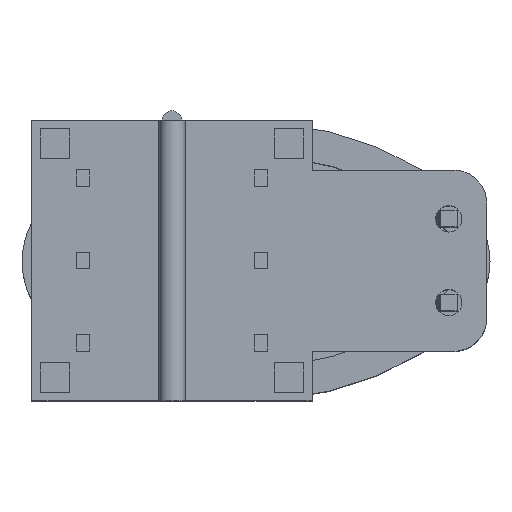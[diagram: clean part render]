
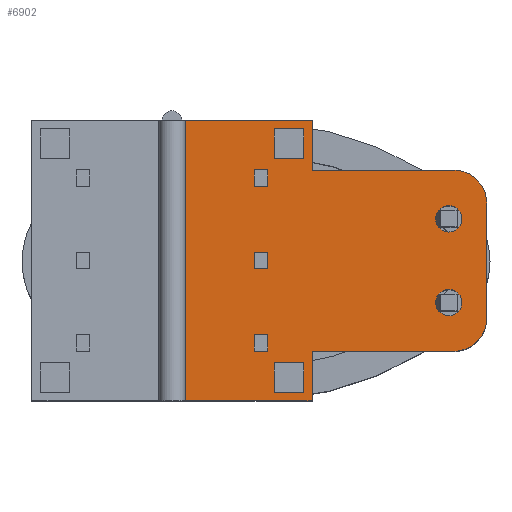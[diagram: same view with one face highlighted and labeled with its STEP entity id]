
A CAD part, top view. The second image highlights one B-rep face of the part: STEP entity #6902.
In plain terms, the highlighted planar face has unit normal (0, 0, 1).
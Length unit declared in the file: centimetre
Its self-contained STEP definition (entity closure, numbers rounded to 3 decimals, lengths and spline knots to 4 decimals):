
#40=FACE_BOUND('',#807,.T.);
#41=FACE_BOUND('',#808,.T.);
#42=FACE_BOUND('',#809,.T.);
#43=FACE_BOUND('',#810,.T.);
#44=FACE_BOUND('',#811,.T.);
#45=FACE_BOUND('',#812,.T.);
#46=FACE_BOUND('',#813,.T.);
#146=CIRCLE('',#7362,0.1);
#147=CIRCLE('',#7365,0.1);
#148=CIRCLE('',#7366,0.04);
#149=CIRCLE('',#7367,0.04);
#431=FACE_OUTER_BOUND('',#806,.T.);
#806=EDGE_LOOP('',(#5706,#5707,#5708,#5709,#5710,#5711,#5712,#5713,#5714,
#5715));
#807=EDGE_LOOP('',(#5716));
#808=EDGE_LOOP('',(#5717));
#809=EDGE_LOOP('',(#5718,#5719,#5720,#5721));
#810=EDGE_LOOP('',(#5722,#5723,#5724,#5725));
#811=EDGE_LOOP('',(#5726,#5727,#5728,#5729));
#812=EDGE_LOOP('',(#5730,#5731,#5732,#5733));
#813=EDGE_LOOP('',(#5734,#5735,#5736,#5737));
#1575=LINE('',#10740,#2467);
#1578=LINE('',#10746,#2470);
#1579=LINE('',#10750,#2471);
#1580=LINE('',#10752,#2472);
#1581=LINE('',#10754,#2473);
#1582=LINE('',#10756,#2474);
#1583=LINE('',#10758,#2475);
#1584=LINE('',#10759,#2476);
#1585=LINE('',#10766,#2477);
#1586=LINE('',#10768,#2478);
#1587=LINE('',#10770,#2479);
#1588=LINE('',#10771,#2480);
#1589=LINE('',#10774,#2481);
#1590=LINE('',#10776,#2482);
#1591=LINE('',#10778,#2483);
#1592=LINE('',#10779,#2484);
#1593=LINE('',#10782,#2485);
#1594=LINE('',#10784,#2486);
#1595=LINE('',#10786,#2487);
#1596=LINE('',#10787,#2488);
#1597=LINE('',#10790,#2489);
#1598=LINE('',#10792,#2490);
#1599=LINE('',#10794,#2491);
#1600=LINE('',#10795,#2492);
#1601=LINE('',#10798,#2493);
#1602=LINE('',#10800,#2494);
#1603=LINE('',#10802,#2495);
#1604=LINE('',#10803,#2496);
#2467=VECTOR('',#8762,1.);
#2470=VECTOR('',#8767,1.);
#2471=VECTOR('',#8770,1.);
#2472=VECTOR('',#8771,1.);
#2473=VECTOR('',#8772,1.);
#2474=VECTOR('',#8773,1.);
#2475=VECTOR('',#8774,1.);
#2476=VECTOR('',#8775,1.);
#2477=VECTOR('',#8780,1.);
#2478=VECTOR('',#8781,1.);
#2479=VECTOR('',#8782,1.);
#2480=VECTOR('',#8783,1.);
#2481=VECTOR('',#8784,1.);
#2482=VECTOR('',#8785,1.);
#2483=VECTOR('',#8786,1.);
#2484=VECTOR('',#8787,1.);
#2485=VECTOR('',#8788,1.);
#2486=VECTOR('',#8789,1.);
#2487=VECTOR('',#8790,1.);
#2488=VECTOR('',#8791,1.);
#2489=VECTOR('',#8792,1.);
#2490=VECTOR('',#8793,1.);
#2491=VECTOR('',#8794,1.);
#2492=VECTOR('',#8795,1.);
#2493=VECTOR('',#8796,1.);
#2494=VECTOR('',#8797,1.);
#2495=VECTOR('',#8798,1.);
#2496=VECTOR('',#8799,1.);
#3218=VERTEX_POINT('',#10733);
#3219=VERTEX_POINT('',#10735);
#3220=VERTEX_POINT('',#10739);
#3222=VERTEX_POINT('',#10745);
#3223=VERTEX_POINT('',#10747);
#3224=VERTEX_POINT('',#10749);
#3225=VERTEX_POINT('',#10751);
#3226=VERTEX_POINT('',#10753);
#3227=VERTEX_POINT('',#10755);
#3228=VERTEX_POINT('',#10757);
#3229=VERTEX_POINT('',#10760);
#3230=VERTEX_POINT('',#10762);
#3231=VERTEX_POINT('',#10764);
#3232=VERTEX_POINT('',#10765);
#3233=VERTEX_POINT('',#10767);
#3234=VERTEX_POINT('',#10769);
#3235=VERTEX_POINT('',#10772);
#3236=VERTEX_POINT('',#10773);
#3237=VERTEX_POINT('',#10775);
#3238=VERTEX_POINT('',#10777);
#3239=VERTEX_POINT('',#10780);
#3240=VERTEX_POINT('',#10781);
#3241=VERTEX_POINT('',#10783);
#3242=VERTEX_POINT('',#10785);
#3243=VERTEX_POINT('',#10788);
#3244=VERTEX_POINT('',#10789);
#3245=VERTEX_POINT('',#10791);
#3246=VERTEX_POINT('',#10793);
#3247=VERTEX_POINT('',#10796);
#3248=VERTEX_POINT('',#10797);
#3249=VERTEX_POINT('',#10799);
#3250=VERTEX_POINT('',#10801);
#4097=EDGE_CURVE('',#3218,#3219,#146,.T.);
#4099=EDGE_CURVE('',#3220,#3219,#1575,.T.);
#4102=EDGE_CURVE('',#3218,#3222,#1578,.T.);
#4103=EDGE_CURVE('',#3223,#3222,#147,.T.);
#4104=EDGE_CURVE('',#3223,#3224,#1579,.T.);
#4105=EDGE_CURVE('',#3225,#3224,#1580,.T.);
#4106=EDGE_CURVE('',#3226,#3225,#1581,.T.);
#4107=EDGE_CURVE('',#3226,#3227,#1582,.T.);
#4108=EDGE_CURVE('',#3228,#3227,#1583,.T.);
#4109=EDGE_CURVE('',#3220,#3228,#1584,.T.);
#4110=EDGE_CURVE('',#3229,#3229,#148,.T.);
#4111=EDGE_CURVE('',#3230,#3230,#149,.T.);
#4112=EDGE_CURVE('',#3231,#3232,#1585,.T.);
#4113=EDGE_CURVE('',#3232,#3233,#1586,.T.);
#4114=EDGE_CURVE('',#3233,#3234,#1587,.T.);
#4115=EDGE_CURVE('',#3234,#3231,#1588,.T.);
#4116=EDGE_CURVE('',#3235,#3236,#1589,.T.);
#4117=EDGE_CURVE('',#3236,#3237,#1590,.T.);
#4118=EDGE_CURVE('',#3237,#3238,#1591,.T.);
#4119=EDGE_CURVE('',#3238,#3235,#1592,.T.);
#4120=EDGE_CURVE('',#3239,#3240,#1593,.T.);
#4121=EDGE_CURVE('',#3240,#3241,#1594,.T.);
#4122=EDGE_CURVE('',#3241,#3242,#1595,.T.);
#4123=EDGE_CURVE('',#3242,#3239,#1596,.T.);
#4124=EDGE_CURVE('',#3243,#3244,#1597,.T.);
#4125=EDGE_CURVE('',#3244,#3245,#1598,.T.);
#4126=EDGE_CURVE('',#3245,#3246,#1599,.T.);
#4127=EDGE_CURVE('',#3246,#3243,#1600,.T.);
#4128=EDGE_CURVE('',#3247,#3248,#1601,.T.);
#4129=EDGE_CURVE('',#3248,#3249,#1602,.T.);
#4130=EDGE_CURVE('',#3249,#3250,#1603,.T.);
#4131=EDGE_CURVE('',#3250,#3247,#1604,.T.);
#5706=ORIENTED_EDGE('',*,*,#4097,.F.);
#5707=ORIENTED_EDGE('',*,*,#4102,.T.);
#5708=ORIENTED_EDGE('',*,*,#4103,.F.);
#5709=ORIENTED_EDGE('',*,*,#4104,.T.);
#5710=ORIENTED_EDGE('',*,*,#4105,.F.);
#5711=ORIENTED_EDGE('',*,*,#4106,.F.);
#5712=ORIENTED_EDGE('',*,*,#4107,.T.);
#5713=ORIENTED_EDGE('',*,*,#4108,.F.);
#5714=ORIENTED_EDGE('',*,*,#4109,.F.);
#5715=ORIENTED_EDGE('',*,*,#4099,.T.);
#5716=ORIENTED_EDGE('',*,*,#4110,.T.);
#5717=ORIENTED_EDGE('',*,*,#4111,.T.);
#5718=ORIENTED_EDGE('',*,*,#4112,.T.);
#5719=ORIENTED_EDGE('',*,*,#4113,.T.);
#5720=ORIENTED_EDGE('',*,*,#4114,.T.);
#5721=ORIENTED_EDGE('',*,*,#4115,.T.);
#5722=ORIENTED_EDGE('',*,*,#4116,.T.);
#5723=ORIENTED_EDGE('',*,*,#4117,.T.);
#5724=ORIENTED_EDGE('',*,*,#4118,.T.);
#5725=ORIENTED_EDGE('',*,*,#4119,.T.);
#5726=ORIENTED_EDGE('',*,*,#4120,.T.);
#5727=ORIENTED_EDGE('',*,*,#4121,.T.);
#5728=ORIENTED_EDGE('',*,*,#4122,.T.);
#5729=ORIENTED_EDGE('',*,*,#4123,.T.);
#5730=ORIENTED_EDGE('',*,*,#4124,.T.);
#5731=ORIENTED_EDGE('',*,*,#4125,.T.);
#5732=ORIENTED_EDGE('',*,*,#4126,.T.);
#5733=ORIENTED_EDGE('',*,*,#4127,.T.);
#5734=ORIENTED_EDGE('',*,*,#4128,.T.);
#5735=ORIENTED_EDGE('',*,*,#4129,.T.);
#5736=ORIENTED_EDGE('',*,*,#4130,.T.);
#5737=ORIENTED_EDGE('',*,*,#4131,.T.);
#6551=PLANE('',#7364);
#6902=ADVANCED_FACE('',(#431,#40,#41,#42,#43,#44,#45,#46),#6551,.T.);
#7362=AXIS2_PLACEMENT_3D('',#10736,#8757,#8758);
#7364=AXIS2_PLACEMENT_3D('',#10744,#8765,#8766);
#7365=AXIS2_PLACEMENT_3D('',#10748,#8768,#8769);
#7366=AXIS2_PLACEMENT_3D('',#10761,#8776,#8777);
#7367=AXIS2_PLACEMENT_3D('',#10763,#8778,#8779);
#8757=DIRECTION('center_axis',(0.,0.,-1.));
#8758=DIRECTION('ref_axis',(0.707,-0.707,0.));
#8762=DIRECTION('',(1.,0.,0.));
#8765=DIRECTION('center_axis',(0.,0.,1.));
#8766=DIRECTION('ref_axis',(1.,0.,0.));
#8767=DIRECTION('',(0.,1.,0.));
#8768=DIRECTION('center_axis',(0.,0.,-1.));
#8769=DIRECTION('ref_axis',(0.707,0.707,0.));
#8770=DIRECTION('',(-1.,0.,0.));
#8771=DIRECTION('',(0.,-1.,0.));
#8772=DIRECTION('',(1.,0.,0.));
#8773=DIRECTION('',(0.,-1.,0.));
#8774=DIRECTION('',(-1.,0.,0.));
#8775=DIRECTION('',(0.,-1.,0.));
#8776=DIRECTION('center_axis',(0.,0.,
-1.));
#8777=DIRECTION('ref_axis',(-1.,0.,0.));
#8778=DIRECTION('center_axis',(0.,0.,
-1.));
#8779=DIRECTION('ref_axis',(-1.,0.,0.));
#8780=DIRECTION('',(0.,1.,0.));
#8781=DIRECTION('',(1.,0.,0.));
#8782=DIRECTION('',(0.,-1.,0.));
#8783=DIRECTION('',(-1.,0.,0.));
#8784=DIRECTION('',(0.,1.,0.));
#8785=DIRECTION('',(1.,0.,0.));
#8786=DIRECTION('',(0.,-1.,0.));
#8787=DIRECTION('',(-1.,0.,0.));
#8788=DIRECTION('',(0.,-1.,0.));
#8789=DIRECTION('',(-1.,0.,0.));
#8790=DIRECTION('',(0.,1.,0.));
#8791=DIRECTION('',(1.,0.,0.));
#8792=DIRECTION('',(0.,-1.,0.));
#8793=DIRECTION('',(-1.,0.,0.));
#8794=DIRECTION('',(0.,1.,0.));
#8795=DIRECTION('',(1.,0.,0.));
#8796=DIRECTION('',(0.,-1.,0.));
#8797=DIRECTION('',(-1.,0.,0.));
#8798=DIRECTION('',(0.,1.,0.));
#8799=DIRECTION('',(1.,0.,0.));
#10733=CARTESIAN_POINT('',(0.955,-0.175,0.05));
#10735=CARTESIAN_POINT('',(0.855,-0.275,0.05));
#10736=CARTESIAN_POINT('Origin',(0.855,-0.175,0.05));
#10739=CARTESIAN_POINT('',(0.425,-0.275,0.05));
#10740=CARTESIAN_POINT('',(0.425,-0.275,0.05));
#10744=CARTESIAN_POINT('Origin',(0.,0.,
0.05));
#10745=CARTESIAN_POINT('',(0.955,0.175,0.05));
#10746=CARTESIAN_POINT('',(0.955,-0.275,0.05));
#10747=CARTESIAN_POINT('',(0.855,0.275,0.05));
#10748=CARTESIAN_POINT('Origin',(0.855,0.175,0.05));
#10749=CARTESIAN_POINT('',(0.425,0.275,0.05));
#10750=CARTESIAN_POINT('',(0.955,0.275,0.05));
#10751=CARTESIAN_POINT('',(0.425,0.425,0.05));
#10752=CARTESIAN_POINT('',(0.425,-0.425,0.05));
#10753=CARTESIAN_POINT('',(0.04,0.425,0.05));
#10754=CARTESIAN_POINT('',(0.425,0.425,0.05));
#10755=CARTESIAN_POINT('',(0.04,-0.425,0.05));
#10756=CARTESIAN_POINT('',(0.04,0.425,0.05));
#10757=CARTESIAN_POINT('',(0.425,-0.425,0.05));
#10758=CARTESIAN_POINT('',(-0.425,-0.425,0.05));
#10759=CARTESIAN_POINT('',(0.425,-0.425,0.05));
#10760=CARTESIAN_POINT('',(0.88,0.127,0.05));
#10761=CARTESIAN_POINT('Origin',(0.84,0.127,0.05));
#10762=CARTESIAN_POINT('',(0.88,-0.127,0.05));
#10763=CARTESIAN_POINT('Origin',(0.84,-0.127,0.05));
#10764=CARTESIAN_POINT('',(0.25,-0.025,0.05));
#10765=CARTESIAN_POINT('',(0.25,0.025,0.05));
#10766=CARTESIAN_POINT('',(0.25,-0.0125,0.05));
#10767=CARTESIAN_POINT('',(0.29,0.025,0.05));
#10768=CARTESIAN_POINT('',(0.125,0.025,0.05));
#10769=CARTESIAN_POINT('',(0.29,-0.025,0.05));
#10770=CARTESIAN_POINT('',(0.29,0.0125,0.05));
#10771=CARTESIAN_POINT('',(0.145,-0.025,0.05));
#10772=CARTESIAN_POINT('',(0.25,0.225,0.05));
#10773=CARTESIAN_POINT('',(0.25,0.275,0.05));
#10774=CARTESIAN_POINT('',(0.25,0.1125,0.05));
#10775=CARTESIAN_POINT('',(0.29,0.275,0.05));
#10776=CARTESIAN_POINT('',(0.125,0.275,0.05));
#10777=CARTESIAN_POINT('',(0.29,0.225,0.05));
#10778=CARTESIAN_POINT('',(0.29,0.1375,0.05));
#10779=CARTESIAN_POINT('',(0.145,0.225,0.05));
#10780=CARTESIAN_POINT('',(0.29,-0.225,0.05));
#10781=CARTESIAN_POINT('',(0.29,-0.275,0.05));
#10782=CARTESIAN_POINT('',(0.29,-0.1125,0.05));
#10783=CARTESIAN_POINT('',(0.25,-0.275,0.05));
#10784=CARTESIAN_POINT('',(0.145,-0.275,0.05));
#10785=CARTESIAN_POINT('',(0.25,-0.225,0.05));
#10786=CARTESIAN_POINT('',(0.25,-0.1375,0.05));
#10787=CARTESIAN_POINT('',(0.125,-0.225,0.05));
#10788=CARTESIAN_POINT('',(0.4,-0.31,0.05));
#10789=CARTESIAN_POINT('',(0.4,-0.4,0.05));
#10790=CARTESIAN_POINT('',(0.4,-0.155,0.05));
#10791=CARTESIAN_POINT('',(0.31,-0.4,0.05));
#10792=CARTESIAN_POINT('',(0.2,-0.4,0.05));
#10793=CARTESIAN_POINT('',(0.31,-0.31,0.05));
#10794=CARTESIAN_POINT('',(0.31,-0.2,0.05));
#10795=CARTESIAN_POINT('',(0.155,-0.31,0.05));
#10796=CARTESIAN_POINT('',(0.4,0.4,0.05));
#10797=CARTESIAN_POINT('',(0.4,0.31,0.05));
#10798=CARTESIAN_POINT('',(0.4,0.2,0.05));
#10799=CARTESIAN_POINT('',(0.31,0.31,0.05));
#10800=CARTESIAN_POINT('',(0.2,0.31,0.05));
#10801=CARTESIAN_POINT('',(0.31,0.4,0.05));
#10802=CARTESIAN_POINT('',(0.31,0.155,0.05));
#10803=CARTESIAN_POINT('',(0.155,0.4,0.05));
